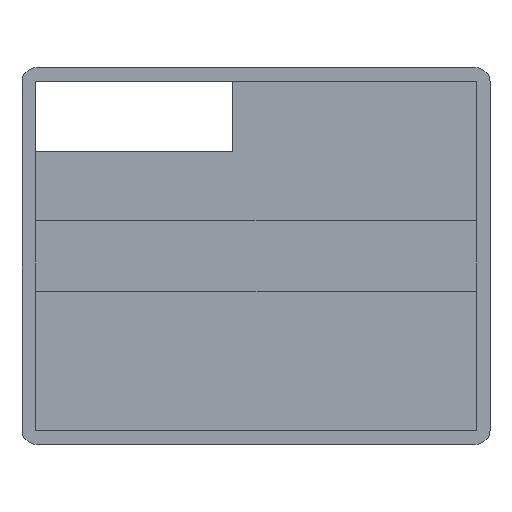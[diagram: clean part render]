
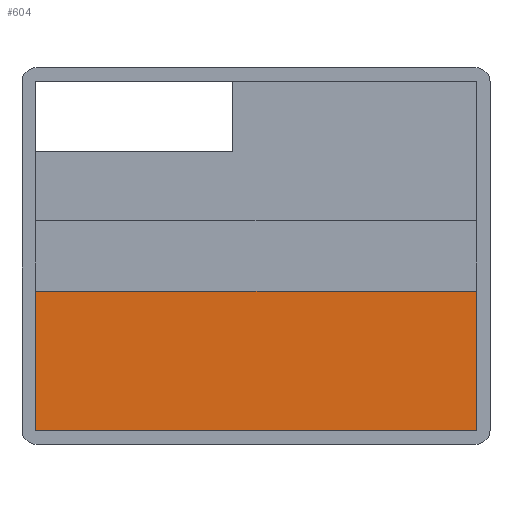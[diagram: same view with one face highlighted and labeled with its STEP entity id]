
A CAD part, top view. The second image highlights one B-rep face of the part: STEP entity #604.
In plain terms, the highlighted planar face has unit normal (0, 0, 1).
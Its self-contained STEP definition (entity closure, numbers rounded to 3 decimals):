
#44=FACE_OUTER_BOUND('',#77,.T.);
#77=EDGE_LOOP('',(#456,#457,#458,#459,#460,#461,#462,#463));
#97=LINE('',#842,#174);
#101=LINE('',#850,#178);
#103=LINE('',#854,#180);
#116=LINE('',#880,#193);
#117=LINE('',#883,#194);
#137=LINE('',#923,#214);
#140=LINE('',#929,#217);
#143=LINE('',#933,#220);
#174=VECTOR('',#681,10.);
#178=VECTOR('',#687,10.);
#180=VECTOR('',#691,10.);
#193=VECTOR('',#712,10.);
#194=VECTOR('',#715,10.);
#214=VECTOR('',#745,10.);
#217=VECTOR('',#750,10.);
#220=VECTOR('',#755,10.);
#251=VERTEX_POINT('',#840);
#252=VERTEX_POINT('',#841);
#255=VERTEX_POINT('',#849);
#256=VERTEX_POINT('',#853);
#265=VERTEX_POINT('',#878);
#266=VERTEX_POINT('',#882);
#281=VERTEX_POINT('',#922);
#283=VERTEX_POINT('',#928);
#305=EDGE_CURVE('',#251,#252,#97,.T.);
#309=EDGE_CURVE('',#251,#255,#101,.T.);
#311=EDGE_CURVE('',#256,#255,#103,.T.);
#324=EDGE_CURVE('',#265,#252,#116,.T.);
#325=EDGE_CURVE('',#256,#266,#117,.T.);
#345=EDGE_CURVE('',#266,#281,#137,.T.);
#348=EDGE_CURVE('',#281,#283,#140,.T.);
#351=EDGE_CURVE('',#283,#265,#143,.T.);
#456=ORIENTED_EDGE('',*,*,#324,.F.);
#457=ORIENTED_EDGE('',*,*,#351,.F.);
#458=ORIENTED_EDGE('',*,*,#348,.F.);
#459=ORIENTED_EDGE('',*,*,#345,.F.);
#460=ORIENTED_EDGE('',*,*,#325,.F.);
#461=ORIENTED_EDGE('',*,*,#311,.T.);
#462=ORIENTED_EDGE('',*,*,#309,.F.);
#463=ORIENTED_EDGE('',*,*,#305,.T.);
#575=PLANE('',#651);
#604=ADVANCED_FACE('',(#44),#575,.F.);
#651=AXIS2_PLACEMENT_3D('',#934,#756,#757);
#681=DIRECTION('',(0.,-1.,0.));
#687=DIRECTION('',(1.,0.,0.));
#691=DIRECTION('',(0.,1.,0.));
#712=DIRECTION('',(1.,0.,0.));
#715=DIRECTION('',(1.,0.,0.));
#745=DIRECTION('',(0.,-1.,0.));
#750=DIRECTION('',(-1.,0.,0.));
#755=DIRECTION('',(0.,1.,0.));
#756=DIRECTION('center_axis',(0.,0.,-1.));
#757=DIRECTION('ref_axis',(-1.,0.,0.));
#840=CARTESIAN_POINT('',(-39.219,28.889,1.));
#841=CARTESIAN_POINT('',(-39.219,27.157,1.));
#842=CARTESIAN_POINT('',(-39.219,28.889,1.));
#849=CARTESIAN_POINT('',(20.781,28.889,1.));
#850=CARTESIAN_POINT('',(-9.219,28.889,1.));
#853=CARTESIAN_POINT('',(20.781,27.157,1.));
#854=CARTESIAN_POINT('',(20.781,28.889,1.));
#878=CARTESIAN_POINT('',(-40.569,27.157,1.));
#880=CARTESIAN_POINT('',(6.456,27.157,1.));
#882=CARTESIAN_POINT('',(22.131,27.157,1.));
#883=CARTESIAN_POINT('',(6.456,27.157,1.));
#922=CARTESIAN_POINT('',(22.131,7.307,1.));
#923=CARTESIAN_POINT('',(22.131,19.732,1.));
#928=CARTESIAN_POINT('',(-40.569,7.307,1.));
#929=CARTESIAN_POINT('',(-24.894,7.307,1.));
#933=CARTESIAN_POINT('',(-40.569,29.657,1.));
#934=CARTESIAN_POINT('Origin',(-9.219,32.157,1.));
